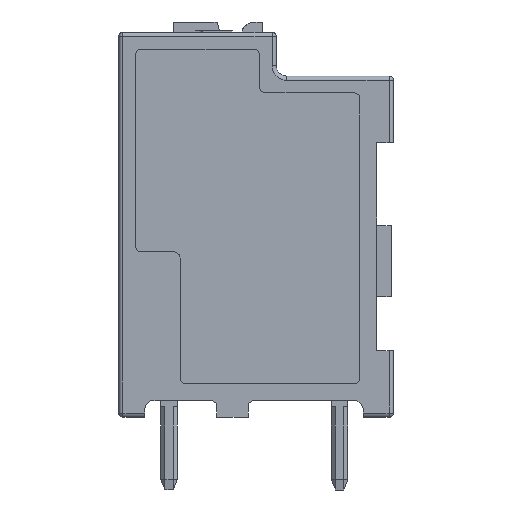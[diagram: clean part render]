
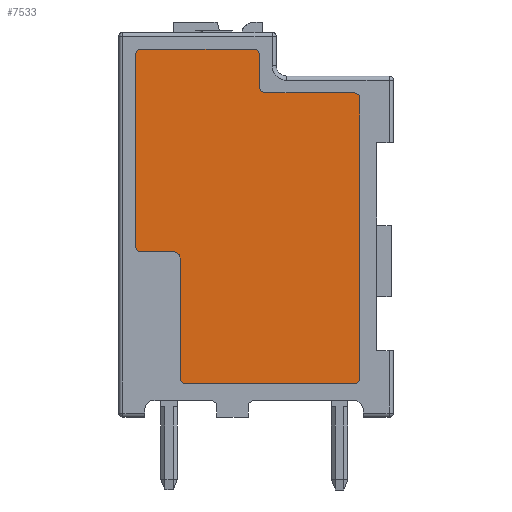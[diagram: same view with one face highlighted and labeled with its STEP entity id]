
A CAD part, left-side view. The second image highlights one B-rep face of the part: STEP entity #7533.
In plain terms, the highlighted planar face has unit normal (-1, 0, 0).
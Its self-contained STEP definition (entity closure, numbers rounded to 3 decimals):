
#86=AXIS2_PLACEMENT_3D('Circle Axis2P3D',#84,#85,$) ;
#191=AXIS2_PLACEMENT_3D('Circle Axis2P3D',#189,#190,$) ;
#273=AXIS2_PLACEMENT_3D('Circle Axis2P3D',#271,#272,$) ;
#7325=AXIS2_PLACEMENT_3D('Circle Axis2P3D',#7323,#7324,$) ;
#7375=AXIS2_PLACEMENT_3D('Circle Axis2P3D',#7373,#7374,$) ;
#7443=AXIS2_PLACEMENT_3D('Circle Axis2P3D',#7441,#7442,$) ;
#7461=AXIS2_PLACEMENT_3D('Circle Axis2P3D',#7459,#7460,$) ;
#7499=AXIS2_PLACEMENT_3D('Circle Axis2P3D',#7497,#7498,$) ;
#7513=AXIS2_PLACEMENT_3D('Plane Axis2P3D',#7510,#7511,#7512) ;
#40=CARTESIAN_POINT('Vertex',(0.8,12.4,11.75)) ;
#45=CARTESIAN_POINT('Line Origine',(0.8,12.4,16.325)) ;
#49=CARTESIAN_POINT('Vertex',(0.8,12.4,20.9)) ;
#84=CARTESIAN_POINT('Axis2P3D Location',(0.8,12.1,11.75)) ;
#88=CARTESIAN_POINT('Vertex',(0.8,12.1,11.45)) ;
#116=CARTESIAN_POINT('Line Origine',(0.8,11.325,11.45)) ;
#120=CARTESIAN_POINT('Vertex',(0.8,10.55,11.45)) ;
#148=CARTESIAN_POINT('Line Origine',(0.8,10.25,8.275)) ;
#152=CARTESIAN_POINT('Vertex',(0.8,10.25,11.15)) ;
#154=CARTESIAN_POINT('Vertex',(0.8,10.25,5.4)) ;
#189=CARTESIAN_POINT('Axis2P3D Location',(0.8,9.95,5.4)) ;
#193=CARTESIAN_POINT('Vertex',(0.8,9.95,5.1)) ;
#227=CARTESIAN_POINT('Vertex',(0.8,1.6,5.4)) ;
#241=CARTESIAN_POINT('Vertex',(0.8,1.6,18.8)) ;
#244=CARTESIAN_POINT('Line Origine',(0.8,1.6,12.1)) ;
#268=CARTESIAN_POINT('Vertex',(0.8,6.43,19.4)) ;
#271=CARTESIAN_POINT('Axis2P3D Location',(0.8,6.13,19.4)) ;
#275=CARTESIAN_POINT('Vertex',(0.8,6.13,19.1)) ;
#7323=CARTESIAN_POINT('Axis2P3D Location',(0.8,12.1,20.9)) ;
#7327=CARTESIAN_POINT('Vertex',(0.8,12.1,21.2)) ;
#7348=CARTESIAN_POINT('Line Origine',(0.8,9.415,21.2)) ;
#7352=CARTESIAN_POINT('Vertex',(0.8,6.73,21.2)) ;
#7373=CARTESIAN_POINT('Axis2P3D Location',(0.8,6.73,20.9)) ;
#7377=CARTESIAN_POINT('Vertex',(0.8,6.43,20.9)) ;
#7398=CARTESIAN_POINT('Line Origine',(0.8,6.43,20.15)) ;
#7416=CARTESIAN_POINT('Line Origine',(0.8,4.015,19.1)) ;
#7420=CARTESIAN_POINT('Vertex',(0.8,1.9,19.1)) ;
#7441=CARTESIAN_POINT('Axis2P3D Location',(0.8,1.9,18.8)) ;
#7459=CARTESIAN_POINT('Axis2P3D Location',(0.8,1.9,5.4)) ;
#7463=CARTESIAN_POINT('Vertex',(0.8,1.9,5.1)) ;
#7479=CARTESIAN_POINT('Line Origine',(0.8,5.925,5.1)) ;
#7497=CARTESIAN_POINT('Axis2P3D Location',(0.8,10.55,11.15)) ;
#7510=CARTESIAN_POINT('Axis2P3D Location',(0.8,21.33,-6.45)) ;
#46=DIRECTION('Vector Direction',(0.,0.,-1.)) ;
#85=DIRECTION('Axis2P3D Direction',(-1.,0.,0.)) ;
#117=DIRECTION('Vector Direction',(0.,-1.,0.)) ;
#149=DIRECTION('Vector Direction',(0.,0.,-1.)) ;
#190=DIRECTION('Axis2P3D Direction',(-1.,0.,0.)) ;
#245=DIRECTION('Vector Direction',(0.,0.,1.)) ;
#272=DIRECTION('Axis2P3D Direction',(1.,0.,0.)) ;
#7324=DIRECTION('Axis2P3D Direction',(1.,0.,0.)) ;
#7349=DIRECTION('Vector Direction',(0.,-1.,0.)) ;
#7374=DIRECTION('Axis2P3D Direction',(1.,0.,-0.)) ;
#7399=DIRECTION('Vector Direction',(0.,0.,-1.)) ;
#7417=DIRECTION('Vector Direction',(0.,-1.,0.)) ;
#7442=DIRECTION('Axis2P3D Direction',(1.,0.,-0.)) ;
#7460=DIRECTION('Axis2P3D Direction',(1.,0.,0.)) ;
#7480=DIRECTION('Vector Direction',(0.,1.,0.)) ;
#7498=DIRECTION('Axis2P3D Direction',(-1.,0.,0.)) ;
#7511=DIRECTION('Axis2P3D Direction',(-1.,0.,0.)) ;
#7512=DIRECTION('Axis2P3D XDirection',(0.,-1.,0.)) ;
#47=VECTOR('Line Direction',#46,1.) ;
#118=VECTOR('Line Direction',#117,1.) ;
#150=VECTOR('Line Direction',#149,1.) ;
#246=VECTOR('Line Direction',#245,1.) ;
#7350=VECTOR('Line Direction',#7349,1.) ;
#7400=VECTOR('Line Direction',#7399,1.) ;
#7418=VECTOR('Line Direction',#7417,1.) ;
#7481=VECTOR('Line Direction',#7480,1.) ;
#7516=ORIENTED_EDGE('',*,*,#51,.T.) ;
#7517=ORIENTED_EDGE('',*,*,#90,.T.) ;
#7518=ORIENTED_EDGE('',*,*,#122,.T.) ;
#7519=ORIENTED_EDGE('',*,*,#7501,.F.) ;
#7520=ORIENTED_EDGE('',*,*,#156,.T.) ;
#7521=ORIENTED_EDGE('',*,*,#195,.T.) ;
#7522=ORIENTED_EDGE('',*,*,#7483,.F.) ;
#7523=ORIENTED_EDGE('',*,*,#7465,.F.) ;
#7524=ORIENTED_EDGE('',*,*,#248,.T.) ;
#7525=ORIENTED_EDGE('',*,*,#7445,.F.) ;
#7526=ORIENTED_EDGE('',*,*,#7422,.F.) ;
#7527=ORIENTED_EDGE('',*,*,#277,.T.) ;
#7528=ORIENTED_EDGE('',*,*,#7402,.F.) ;
#7529=ORIENTED_EDGE('',*,*,#7379,.F.) ;
#7530=ORIENTED_EDGE('',*,*,#7354,.F.) ;
#7531=ORIENTED_EDGE('',*,*,#7329,.F.) ;
#7533=ADVANCED_FACE('model',(#7532),#7514,.T.) ;
#87=CIRCLE('generated circle',#86,0.3) ;
#192=CIRCLE('generated circle',#191,0.3) ;
#274=CIRCLE('generated circle',#273,0.3) ;
#7326=CIRCLE('generated circle',#7325,0.3) ;
#7376=CIRCLE('generated circle',#7375,0.3) ;
#7444=CIRCLE('generated circle',#7443,0.3) ;
#7462=CIRCLE('generated circle',#7461,0.3) ;
#7500=CIRCLE('generated circle',#7499,0.3) ;
#51=EDGE_CURVE('',#50,#41,#48,.T.) ;
#90=EDGE_CURVE('',#41,#89,#87,.T.) ;
#122=EDGE_CURVE('',#89,#121,#119,.T.) ;
#156=EDGE_CURVE('',#153,#155,#151,.T.) ;
#195=EDGE_CURVE('',#155,#194,#192,.T.) ;
#248=EDGE_CURVE('',#228,#242,#247,.T.) ;
#277=EDGE_CURVE('',#276,#269,#274,.T.) ;
#7329=EDGE_CURVE('',#50,#7328,#7326,.T.) ;
#7354=EDGE_CURVE('',#7328,#7353,#7351,.T.) ;
#7379=EDGE_CURVE('',#7353,#7378,#7376,.T.) ;
#7402=EDGE_CURVE('',#7378,#269,#7401,.T.) ;
#7422=EDGE_CURVE('',#276,#7421,#7419,.T.) ;
#7445=EDGE_CURVE('',#7421,#242,#7444,.T.) ;
#7465=EDGE_CURVE('',#228,#7464,#7462,.T.) ;
#7483=EDGE_CURVE('',#7464,#194,#7482,.T.) ;
#7501=EDGE_CURVE('',#153,#121,#7500,.T.) ;
#7515=EDGE_LOOP('',(#7516,#7517,#7518,#7519,#7520,#7521,#7522,#7523,#7524,#7525,#7526,#7527,#7528,#7529,#7530,#7531)) ;
#7532=FACE_OUTER_BOUND('',#7515,.T.) ;
#48=LINE('Line',#45,#47) ;
#119=LINE('Line',#116,#118) ;
#151=LINE('Line',#148,#150) ;
#247=LINE('Line',#244,#246) ;
#7351=LINE('Line',#7348,#7350) ;
#7401=LINE('Line',#7398,#7400) ;
#7419=LINE('Line',#7416,#7418) ;
#7482=LINE('Line',#7479,#7481) ;
#7514=PLANE('',#7513) ;
#41=VERTEX_POINT('',#40) ;
#50=VERTEX_POINT('',#49) ;
#89=VERTEX_POINT('',#88) ;
#121=VERTEX_POINT('',#120) ;
#153=VERTEX_POINT('',#152) ;
#155=VERTEX_POINT('',#154) ;
#194=VERTEX_POINT('',#193) ;
#228=VERTEX_POINT('',#227) ;
#242=VERTEX_POINT('',#241) ;
#269=VERTEX_POINT('',#268) ;
#276=VERTEX_POINT('',#275) ;
#7328=VERTEX_POINT('',#7327) ;
#7353=VERTEX_POINT('',#7352) ;
#7378=VERTEX_POINT('',#7377) ;
#7421=VERTEX_POINT('',#7420) ;
#7464=VERTEX_POINT('',#7463) ;
